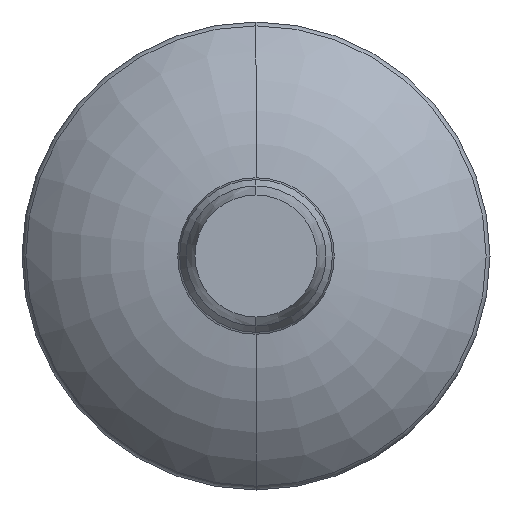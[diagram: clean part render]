
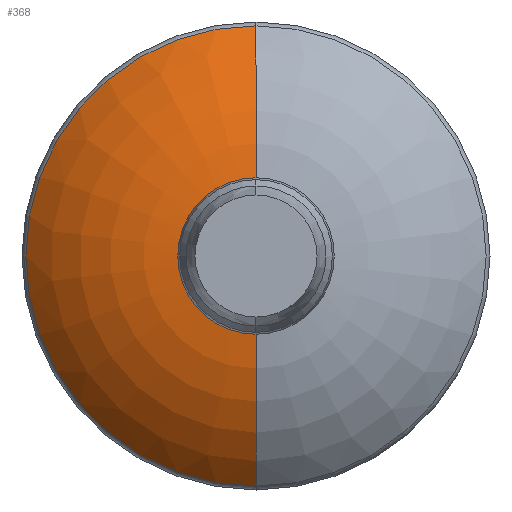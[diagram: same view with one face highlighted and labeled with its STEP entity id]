
A CAD part, left-side view. The second image highlights one B-rep face of the part: STEP entity #368.
In plain terms, the highlighted toroidal (fillet/blend) face has major radius 1.149 mm and minor radius 4.623 mm.
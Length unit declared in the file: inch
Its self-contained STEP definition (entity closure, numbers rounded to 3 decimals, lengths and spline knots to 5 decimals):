
#55 = CARTESIAN_POINT ( 'NONE',  ( -0.08, 0., -0.0615 ) ) ;
#57 = CIRCLE ( 'NONE', #781, 0.182 ) ;
#94 = DIRECTION ( 'NONE',  ( 0., -1., 0. ) ) ;
#95 = VERTEX_POINT ( 'NONE', #219 ) ;
#100 = EDGE_CURVE ( 'NONE', #435, #887, #186, .T. ) ;
#102 = AXIS2_PLACEMENT_3D ( 'NONE', #208, #541, #124 ) ;
#124 = DIRECTION ( 'NONE',  ( 0., 0., -1. ) ) ;
#145 = DIRECTION ( 'NONE',  ( 1., 0., 0. ) ) ;
#186 = CIRCLE ( 'NONE', #445, 0.0615 ) ;
#208 = CARTESIAN_POINT ( 'NONE',  ( 0.10127, 0., 0. ) ) ;
#219 = CARTESIAN_POINT ( 'NONE',  ( -0.01999, 0., 0.18095 ) ) ;
#223 = DIRECTION ( 'NONE',  ( 1., 0., 0. ) ) ;
#231 = CARTESIAN_POINT ( 'NONE',  ( 0.10127, 0., -0.04523 ) ) ;
#254 = DIRECTION ( 'NONE',  ( 0., 1., 0. ) ) ;
#284 = CIRCLE ( 'NONE', #299, 0.182 ) ;
#299 = AXIS2_PLACEMENT_3D ( 'NONE', #231, #94, #631 ) ;
#308 = CIRCLE ( 'NONE', #793, 0.18095 ) ;
#311 = ORIENTED_EDGE ( 'NONE', *, *, #344, .F. ) ;
#316 = EDGE_CURVE ( 'NONE', #887, #95, #57, .T. ) ;
#344 = EDGE_CURVE ( 'NONE', #617, #95, #308, .T. ) ;
#368 = ADVANCED_FACE ( 'NONE', ( #688 ), #638, .T. ) ;
#383 = CARTESIAN_POINT ( 'NONE',  ( -0.01999, 0., -0.18095 ) ) ;
#435 = VERTEX_POINT ( 'NONE', #55 ) ;
#445 = AXIS2_PLACEMENT_3D ( 'NONE', #677, #223, #486 ) ;
#461 = ORIENTED_EDGE ( 'NONE', *, *, #100, .T. ) ;
#486 = DIRECTION ( 'NONE',  ( 0., 0., -1. ) ) ;
#541 = DIRECTION ( 'NONE',  ( 1., 0., 0. ) ) ;
#589 = EDGE_CURVE ( 'NONE', #435, #617, #284, .T. ) ;
#596 = DIRECTION ( 'NONE',  ( 0., 0., 1. ) ) ;
#601 = CARTESIAN_POINT ( 'NONE',  ( 0.10127, 0., 0.04523 ) ) ;
#617 = VERTEX_POINT ( 'NONE', #383 ) ;
#626 = EDGE_LOOP ( 'NONE', ( #461, #866, #311, #861 ) ) ;
#631 = DIRECTION ( 'NONE',  ( 0., 0., -1. ) ) ;
#638 = TOROIDAL_SURFACE ( 'NONE', #102, 0.04523, 0.182 ) ;
#677 = CARTESIAN_POINT ( 'NONE',  ( -0.08, 0., 0. ) ) ;
#688 = FACE_OUTER_BOUND ( 'NONE', #626, .T. ) ;
#745 = CARTESIAN_POINT ( 'NONE',  ( -0.01999, 0., 0. ) ) ;
#781 = AXIS2_PLACEMENT_3D ( 'NONE', #601, #254, #596 ) ;
#793 = AXIS2_PLACEMENT_3D ( 'NONE', #745, #145, #880 ) ;
#809 = CARTESIAN_POINT ( 'NONE',  ( -0.08, 0., 0.0615 ) ) ;
#861 = ORIENTED_EDGE ( 'NONE', *, *, #589, .F. ) ;
#866 = ORIENTED_EDGE ( 'NONE', *, *, #316, .T. ) ;
#880 = DIRECTION ( 'NONE',  ( 0., 0., -1. ) ) ;
#887 = VERTEX_POINT ( 'NONE', #809 ) ;
